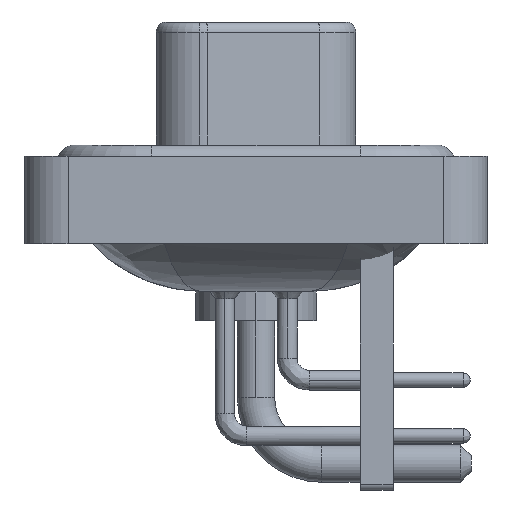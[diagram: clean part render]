
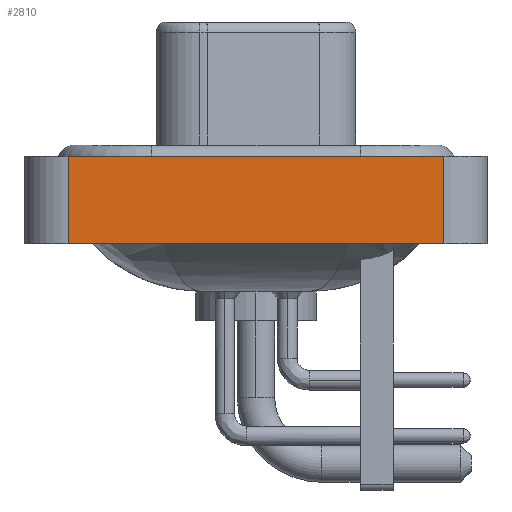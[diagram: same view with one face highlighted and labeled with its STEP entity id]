
A CAD part, left-side view. The second image highlights one B-rep face of the part: STEP entity #2810.
In plain terms, the highlighted planar face has unit normal (-1, 0, 0).
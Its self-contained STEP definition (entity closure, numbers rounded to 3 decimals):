
#16 = VERTEX_POINT ( 'NONE', #19153 ) ;
#325 = ORIENTED_EDGE ( 'NONE', *, *, #26146, .T. ) ;
#762 = CARTESIAN_POINT ( 'NONE',  ( -7.35, 8.55, -3.6 ) ) ;
#1069 = ORIENTED_EDGE ( 'NONE', *, *, #14153, .F. ) ;
#1767 = DIRECTION ( 'NONE',  ( 0., -1., 0. ) ) ;
#1920 = EDGE_LOOP ( 'NONE', ( #325, #1069, #2514, #28009 ) ) ;
#2514 = ORIENTED_EDGE ( 'NONE', *, *, #8741, .F. ) ;
#2702 = CARTESIAN_POINT ( 'NONE',  ( -7.35, -8.55, 0.4 ) ) ;
#2804 = DIRECTION ( 'NONE',  ( 0., 0., 1. ) ) ;
#2810 = ADVANCED_FACE ( 'NONE', ( #16745 ), #5425, .T. ) ;
#5007 = CARTESIAN_POINT ( 'NONE',  ( -7.35, -8.55, 0.4 ) ) ;
#5024 = VECTOR ( 'NONE', #12487, 1000. ) ;
#5425 = PLANE ( 'NONE',  #10313 ) ;
#5835 = DIRECTION ( 'NONE',  ( 0., 0., 1. ) ) ;
#6396 = CARTESIAN_POINT ( 'NONE',  ( -7.35, -8.55, -3.6 ) ) ;
#7217 = VERTEX_POINT ( 'NONE', #10530 ) ;
#8181 = VECTOR ( 'NONE', #5835, 1000. ) ;
#8741 = EDGE_CURVE ( 'NONE', #16, #7217, #24107, .T. ) ;
#10313 = AXIS2_PLACEMENT_3D ( 'NONE', #26116, #23828, #2804 ) ;
#10435 = DIRECTION ( 'NONE',  ( 0., 0., 1. ) ) ;
#10530 = CARTESIAN_POINT ( 'NONE',  ( -7.35, 8.55, 0.4 ) ) ;
#10782 = VERTEX_POINT ( 'NONE', #10867 ) ;
#10867 = CARTESIAN_POINT ( 'NONE',  ( -7.35, -8.55, -3.6 ) ) ;
#12487 = DIRECTION ( 'NONE',  ( 0., -1., 0. ) ) ;
#14153 = EDGE_CURVE ( 'NONE', #7217, #22782, #14496, .T. ) ;
#14496 = LINE ( 'NONE', #5007, #5024 ) ;
#16745 = FACE_OUTER_BOUND ( 'NONE', #1920, .T. ) ;
#17588 = VECTOR ( 'NONE', #1767, 1000. ) ;
#19153 = CARTESIAN_POINT ( 'NONE',  ( -7.35, 8.55, -3.6 ) ) ;
#22782 = VERTEX_POINT ( 'NONE', #2702 ) ;
#23344 = EDGE_CURVE ( 'NONE', #16, #10782, #24788, .T. ) ;
#23828 = DIRECTION ( 'NONE',  ( -1., 0., 0. ) ) ;
#24107 = LINE ( 'NONE', #762, #28465 ) ;
#24788 = LINE ( 'NONE', #6396, #17588 ) ;
#26116 = CARTESIAN_POINT ( 'NONE',  ( -7.35, -8.55, -3.6 ) ) ;
#26146 = EDGE_CURVE ( 'NONE', #10782, #22782, #29114, .T. ) ;
#26827 = CARTESIAN_POINT ( 'NONE',  ( -7.35, -8.55, -3.6 ) ) ;
#28009 = ORIENTED_EDGE ( 'NONE', *, *, #23344, .T. ) ;
#28465 = VECTOR ( 'NONE', #10435, 1000. ) ;
#29114 = LINE ( 'NONE', #26827, #8181 ) ;
